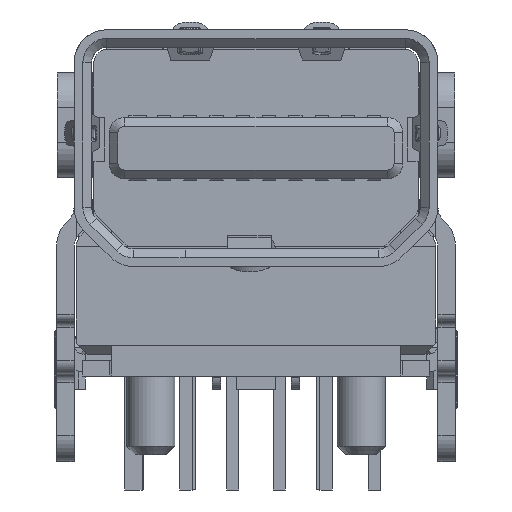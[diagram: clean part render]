
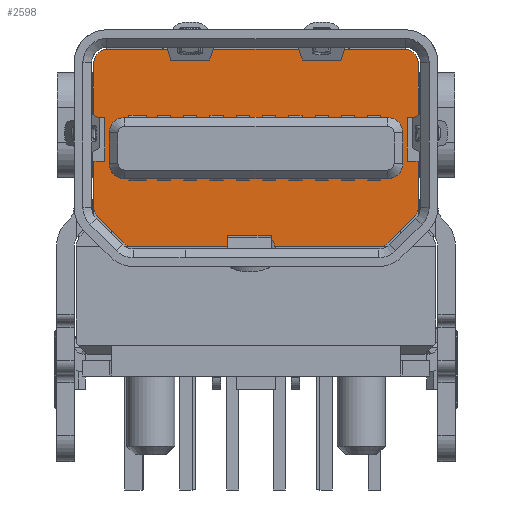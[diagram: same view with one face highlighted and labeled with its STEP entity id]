
A CAD part, front view. The second image highlights one B-rep face of the part: STEP entity #2598.
In plain terms, the highlighted planar face has unit normal (0, -1, 0).
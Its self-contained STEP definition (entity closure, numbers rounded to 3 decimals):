
#1955=CARTESIAN_POINT('',(3.4,-2.41,7.753));
#1956=VERTEX_POINT('',#1955);
#1963=CARTESIAN_POINT('',(3.7,-2.41,7.453));
#1964=VERTEX_POINT('',#1963);
#1965=CARTESIAN_POINT('',(3.4,-2.41,7.453));
#1966=DIRECTION('',(0.0,1.0,0.0));
#1967=DIRECTION('',(0.707,0.0,0.707));
#1968=AXIS2_PLACEMENT_3D('',#1965,#1966,#1967);
#1969=CIRCLE('',#1968,0.3);
#1970=EDGE_CURVE('',#1956,#1964,#1969,.T.);
#1994=CARTESIAN_POINT('',(-3.4,-2.41,7.753));
#1995=VERTEX_POINT('',#1994);
#2002=CARTESIAN_POINT('',(-3.4,-2.41,7.753));
#2003=DIRECTION('',(1.0,0.0,0.0));
#2004=VECTOR('',#2003,6.8);
#2005=LINE('',#2002,#2004);
#2006=EDGE_CURVE('',#1995,#1956,#2005,.T.);
#2026=CARTESIAN_POINT('',(-3.7,-2.41,7.453));
#2027=VERTEX_POINT('',#2026);
#2034=CARTESIAN_POINT('',(-3.4,-2.41,7.453));
#2035=DIRECTION('',(0.0,1.0,0.0));
#2036=DIRECTION('',(-0.707,0.0,0.707));
#2037=AXIS2_PLACEMENT_3D('',#2034,#2035,#2036);
#2038=CIRCLE('',#2037,0.3);
#2039=EDGE_CURVE('',#2027,#1995,#2038,.T.);
#2058=CARTESIAN_POINT('',(-3.7,-2.41,6.203));
#2059=VERTEX_POINT('',#2058);
#2066=CARTESIAN_POINT('',(-3.7,-2.41,6.203));
#2067=DIRECTION('',(0.0,0.0,1.0));
#2068=VECTOR('',#2067,1.25);
#2069=LINE('',#2066,#2068);
#2070=EDGE_CURVE('',#2059,#2027,#2069,.T.);
#2089=CARTESIAN_POINT('',(-3.45,-2.41,6.203));
#2090=VERTEX_POINT('',#2089);
#2097=CARTESIAN_POINT('',(-3.45,-2.41,6.203));
#2098=DIRECTION('',(-1.0,0.0,0.0));
#2099=VECTOR('',#2098,0.25);
#2100=LINE('',#2097,#2099);
#2101=EDGE_CURVE('',#2090,#2059,#2100,.T.);
#2120=CARTESIAN_POINT('',(-3.45,-2.41,5.203));
#2121=VERTEX_POINT('',#2120);
#2128=CARTESIAN_POINT('',(-3.45,-2.41,5.203));
#2129=DIRECTION('',(0.0,0.0,1.0));
#2130=VECTOR('',#2129,1.0);
#2131=LINE('',#2128,#2130);
#2132=EDGE_CURVE('',#2121,#2090,#2131,.T.);
#2151=CARTESIAN_POINT('',(-3.7,-2.41,5.203));
#2152=VERTEX_POINT('',#2151);
#2159=CARTESIAN_POINT('',(-3.7,-2.41,5.203));
#2160=DIRECTION('',(1.0,0.0,0.0));
#2161=VECTOR('',#2160,0.25);
#2162=LINE('',#2159,#2161);
#2163=EDGE_CURVE('',#2152,#2121,#2162,.T.);
#2182=CARTESIAN_POINT('',(-3.7,-2.41,4.153));
#2183=VERTEX_POINT('',#2182);
#2190=CARTESIAN_POINT('',(-3.7,-2.41,4.153));
#2191=DIRECTION('',(0.0,0.0,1.0));
#2192=VECTOR('',#2191,1.05);
#2193=LINE('',#2190,#2192);
#2194=EDGE_CURVE('',#2183,#2152,#2193,.T.);
#2214=CARTESIAN_POINT('',(-3.612,-2.41,3.941));
#2215=VERTEX_POINT('',#2214);
#2222=CARTESIAN_POINT('',(-3.4,-2.41,4.153));
#2223=DIRECTION('',(0.0,1.0,0.0));
#2224=DIRECTION('',(-0.924,0.0,-0.383));
#2225=AXIS2_PLACEMENT_3D('',#2222,#2223,#2224);
#2226=CIRCLE('',#2225,0.3);
#2227=EDGE_CURVE('',#2215,#2183,#2226,.T.);
#2246=CARTESIAN_POINT('',(-3.012,-2.41,3.341));
#2247=VERTEX_POINT('',#2246);
#2254=CARTESIAN_POINT('',(-3.012,-2.41,3.341));
#2255=DIRECTION('',(-0.707,0.0,0.707));
#2256=VECTOR('',#2255,0.849);
#2257=LINE('',#2254,#2256);
#2258=EDGE_CURVE('',#2247,#2215,#2257,.T.);
#2278=CARTESIAN_POINT('',(-2.8,-2.41,3.253));
#2279=VERTEX_POINT('',#2278);
#2286=CARTESIAN_POINT('',(-2.8,-2.41,3.553));
#2287=DIRECTION('',(0.0,1.0,0.0));
#2288=DIRECTION('',(-0.383,0.0,-0.924));
#2289=AXIS2_PLACEMENT_3D('',#2286,#2287,#2288);
#2290=CIRCLE('',#2289,0.3);
#2291=EDGE_CURVE('',#2279,#2247,#2290,.T.);
#2310=CARTESIAN_POINT('',(2.8,-2.41,3.253));
#2311=VERTEX_POINT('',#2310);
#2318=CARTESIAN_POINT('',(2.8,-2.41,3.253));
#2319=DIRECTION('',(-1.0,0.0,0.0));
#2320=VECTOR('',#2319,5.6);
#2321=LINE('',#2318,#2320);
#2322=EDGE_CURVE('',#2311,#2279,#2321,.T.);
#2342=CARTESIAN_POINT('',(3.012,-2.41,3.341));
#2343=VERTEX_POINT('',#2342);
#2350=CARTESIAN_POINT('',(2.8,-2.41,3.553));
#2351=DIRECTION('',(0.0,1.0,0.0));
#2352=DIRECTION('',(0.383,0.0,-0.924));
#2353=AXIS2_PLACEMENT_3D('',#2350,#2351,#2352);
#2354=CIRCLE('',#2353,0.3);
#2355=EDGE_CURVE('',#2343,#2311,#2354,.T.);
#2374=CARTESIAN_POINT('',(3.612,-2.41,3.941));
#2375=VERTEX_POINT('',#2374);
#2382=CARTESIAN_POINT('',(3.612,-2.41,3.941));
#2383=DIRECTION('',(-0.707,0.0,-0.707));
#2384=VECTOR('',#2383,0.849);
#2385=LINE('',#2382,#2384);
#2386=EDGE_CURVE('',#2375,#2343,#2385,.T.);
#2406=CARTESIAN_POINT('',(3.7,-2.41,4.153));
#2407=VERTEX_POINT('',#2406);
#2414=CARTESIAN_POINT('',(3.4,-2.41,4.153));
#2415=DIRECTION('',(0.0,1.0,0.0));
#2416=DIRECTION('',(0.924,0.0,-0.383));
#2417=AXIS2_PLACEMENT_3D('',#2414,#2415,#2416);
#2418=CIRCLE('',#2417,0.3);
#2419=EDGE_CURVE('',#2407,#2375,#2418,.T.);
#2438=CARTESIAN_POINT('',(3.7,-2.41,5.203));
#2439=VERTEX_POINT('',#2438);
#2446=CARTESIAN_POINT('',(3.7,-2.41,5.203));
#2447=DIRECTION('',(0.0,0.0,-1.0));
#2448=VECTOR('',#2447,1.05);
#2449=LINE('',#2446,#2448);
#2450=EDGE_CURVE('',#2439,#2407,#2449,.T.);
#2469=CARTESIAN_POINT('',(3.45,-2.41,5.203));
#2470=VERTEX_POINT('',#2469);
#2477=CARTESIAN_POINT('',(3.45,-2.41,5.203));
#2478=DIRECTION('',(1.0,0.0,0.0));
#2479=VECTOR('',#2478,0.25);
#2480=LINE('',#2477,#2479);
#2481=EDGE_CURVE('',#2470,#2439,#2480,.T.);
#2500=CARTESIAN_POINT('',(3.45,-2.41,6.203));
#2501=VERTEX_POINT('',#2500);
#2508=CARTESIAN_POINT('',(3.45,-2.41,6.203));
#2509=DIRECTION('',(0.0,0.0,-1.0));
#2510=VECTOR('',#2509,1.0);
#2511=LINE('',#2508,#2510);
#2512=EDGE_CURVE('',#2501,#2470,#2511,.T.);
#2531=CARTESIAN_POINT('',(3.7,-2.41,6.203));
#2532=VERTEX_POINT('',#2531);
#2539=CARTESIAN_POINT('',(3.7,-2.41,6.203));
#2540=DIRECTION('',(-1.0,0.0,0.0));
#2541=VECTOR('',#2540,0.25);
#2542=LINE('',#2539,#2541);
#2543=EDGE_CURVE('',#2532,#2501,#2542,.T.);
#2561=CARTESIAN_POINT('',(3.7,-2.41,7.453));
#2562=DIRECTION('',(0.0,0.0,-1.0));
#2563=VECTOR('',#2562,1.25);
#2564=LINE('',#2561,#2563);
#2565=EDGE_CURVE('',#1964,#2532,#2564,.T.);
#2571=CARTESIAN_POINT('',(0.,-2.41,5.588));
#2572=DIRECTION('',(0.0,1.0,0.0));
#2573=DIRECTION('',(0.0,0.0,1.0));
#2574=AXIS2_PLACEMENT_3D('',#2571,#2572,#2573);
#2575=PLANE('',#2574);
#2576=ORIENTED_EDGE('',*,*,#2565,.F.);
#2577=ORIENTED_EDGE('',*,*,#1970,.F.);
#2578=ORIENTED_EDGE('',*,*,#2006,.F.);
#2579=ORIENTED_EDGE('',*,*,#2039,.F.);
#2580=ORIENTED_EDGE('',*,*,#2070,.F.);
#2581=ORIENTED_EDGE('',*,*,#2101,.F.);
#2582=ORIENTED_EDGE('',*,*,#2132,.F.);
#2583=ORIENTED_EDGE('',*,*,#2163,.F.);
#2584=ORIENTED_EDGE('',*,*,#2194,.F.);
#2585=ORIENTED_EDGE('',*,*,#2227,.F.);
#2586=ORIENTED_EDGE('',*,*,#2258,.F.);
#2587=ORIENTED_EDGE('',*,*,#2291,.F.);
#2588=ORIENTED_EDGE('',*,*,#2322,.F.);
#2589=ORIENTED_EDGE('',*,*,#2355,.F.);
#2590=ORIENTED_EDGE('',*,*,#2386,.F.);
#2591=ORIENTED_EDGE('',*,*,#2419,.F.);
#2592=ORIENTED_EDGE('',*,*,#2450,.F.);
#2593=ORIENTED_EDGE('',*,*,#2481,.F.);
#2594=ORIENTED_EDGE('',*,*,#2512,.F.);
#2595=ORIENTED_EDGE('',*,*,#2543,.F.);
#2596=EDGE_LOOP('',(#2576,#2577,#2578,#2579,#2580,#2581,#2582,#2583,#2584,#2585,#2586,#2587,#2588,#2589,#2590,#2591,#2592,#2593,#2594,#2595));
#2597=FACE_OUTER_BOUND('',#2596,.T.);
#2598=ADVANCED_FACE('',(#2597),#2575,.F.);
